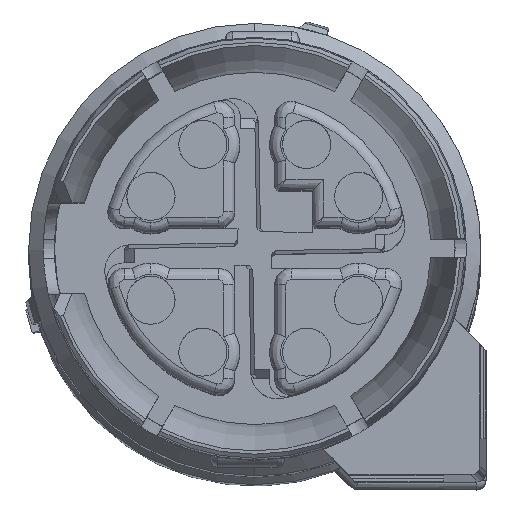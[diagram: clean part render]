
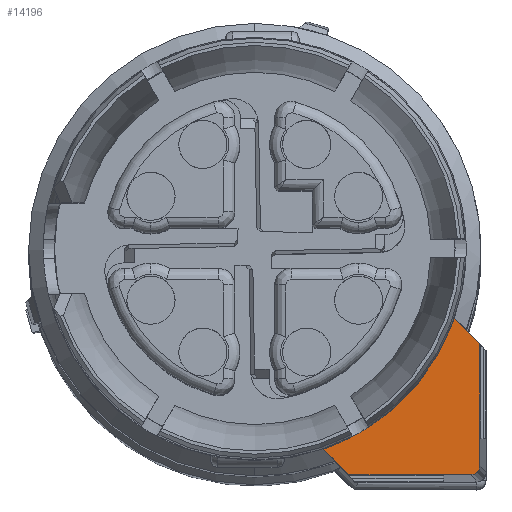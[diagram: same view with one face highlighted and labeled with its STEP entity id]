
A CAD part, top view. The second image highlights one B-rep face of the part: STEP entity #14196.
In plain terms, the highlighted planar face has unit normal (0, 0, 1).
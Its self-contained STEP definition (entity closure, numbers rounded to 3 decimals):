
#13047=AXIS2_PLACEMENT_3D('Circle Axis2P3D',#13045,#13046,$) ;
#13095=AXIS2_PLACEMENT_3D('Circle Axis2P3D',#13093,#13094,$) ;
#13742=AXIS2_PLACEMENT_3D('Circle Axis2P3D',#13740,#13741,$) ;
#14184=AXIS2_PLACEMENT_3D('Plane Axis2P3D',#14181,#14182,#14183) ;
#13035=CARTESIAN_POINT('Vertex',(6.17,11.836,183.853)) ;
#13042=CARTESIAN_POINT('Vertex',(6.17,0.636,183.853)) ;
#13045=CARTESIAN_POINT('Axis2P3D Location',(6.17,6.236,183.853)) ;
#13093=CARTESIAN_POINT('Axis2P3D Location',(6.17,6.236,183.853)) ;
#13097=CARTESIAN_POINT('Vertex',(11.481,4.46,183.853)) ;
#13122=CARTESIAN_POINT('Vertex',(12.243,3.699,183.853)) ;
#13132=CARTESIAN_POINT('Line Origine',(11.862,4.08,183.853)) ;
#13717=CARTESIAN_POINT('Vertex',(7.946,0.925,183.853)) ;
#13724=CARTESIAN_POINT('Vertex',(8.707,0.164,183.853)) ;
#13727=CARTESIAN_POINT('Line Origine',(8.327,0.544,183.853)) ;
#13740=CARTESIAN_POINT('Axis2P3D Location',(6.17,6.236,183.853)) ;
#13897=CARTESIAN_POINT('Line Origine',(12.243,2.056,183.853)) ;
#13901=CARTESIAN_POINT('Vertex',(12.243,0.414,183.853)) ;
#14068=CARTESIAN_POINT('Vertex',(11.993,0.164,183.853)) ;
#14071=CARTESIAN_POINT('Line Origine',(10.35,0.164,183.853)) ;
#14133=CARTESIAN_POINT('Control Point',(11.993,0.164,183.853)) ;
#14134=CARTESIAN_POINT('Control Point',(12.091,0.164,183.853)) ;
#14135=CARTESIAN_POINT('Control Point',(12.19,0.216,183.853)) ;
#14136=CARTESIAN_POINT('Control Point',(12.243,0.315,183.853)) ;
#14137=CARTESIAN_POINT('Control Point',(12.243,0.414,183.853)) ;
#14181=CARTESIAN_POINT('Axis2P3D Location',(6.17,0.136,183.853)) ;
#13046=DIRECTION('Axis2P3D Direction',(0.,0.,-1.)) ;
#13094=DIRECTION('Axis2P3D Direction',(0.,0.,-1.)) ;
#13133=DIRECTION('Vector Direction',(0.707,-0.707,0.)) ;
#13728=DIRECTION('Vector Direction',(-0.707,0.707,0.)) ;
#13741=DIRECTION('Axis2P3D Direction',(0.,0.,-1.)) ;
#13898=DIRECTION('Vector Direction',(0.,-1.,0.)) ;
#14072=DIRECTION('Vector Direction',(-1.,0.,0.)) ;
#14182=DIRECTION('Axis2P3D Direction',(0.,0.,1.)) ;
#14183=DIRECTION('Axis2P3D XDirection',(0.,-1.,0.)) ;
#13134=VECTOR('Line Direction',#13133,1.) ;
#13729=VECTOR('Line Direction',#13728,1.) ;
#13899=VECTOR('Line Direction',#13898,1.) ;
#14073=VECTOR('Line Direction',#14072,1.) ;
#14187=ORIENTED_EDGE('',*,*,#13099,.T.) ;
#14188=ORIENTED_EDGE('',*,*,#13049,.T.) ;
#14189=ORIENTED_EDGE('',*,*,#13744,.T.) ;
#14190=ORIENTED_EDGE('',*,*,#13731,.F.) ;
#14191=ORIENTED_EDGE('',*,*,#14075,.F.) ;
#14192=ORIENTED_EDGE('',*,*,#14138,.T.) ;
#14193=ORIENTED_EDGE('',*,*,#13903,.F.) ;
#14194=ORIENTED_EDGE('',*,*,#13136,.F.) ;
#14196=ADVANCED_FACE('2003850050.1\\Hauptkoerper',(#14195),#14185,.T.) ;
#14132=B_SPLINE_CURVE_WITH_KNOTS('',4,(#14133,#14134,#14135,#14136,#14137),.UNSPECIFIED.,.F.,.U.,(5,5),(0.,0.68),.UNSPECIFIED.) ;
#13048=CIRCLE('generated circle',#13047,5.6) ;
#13096=CIRCLE('generated circle',#13095,5.6) ;
#13743=CIRCLE('generated circle',#13742,5.6) ;
#13049=EDGE_CURVE('',#13036,#13043,#13048,.F.) ;
#13099=EDGE_CURVE('',#13098,#13036,#13096,.F.) ;
#13136=EDGE_CURVE('',#13098,#13123,#13135,.T.) ;
#13731=EDGE_CURVE('',#13725,#13718,#13730,.T.) ;
#13744=EDGE_CURVE('',#13043,#13718,#13743,.F.) ;
#13903=EDGE_CURVE('',#13123,#13902,#13900,.T.) ;
#14075=EDGE_CURVE('',#14069,#13725,#14074,.T.) ;
#14138=EDGE_CURVE('',#14069,#13902,#14132,.T.) ;
#14186=EDGE_LOOP('',(#14187,#14188,#14189,#14190,#14191,#14192,#14193,#14194)) ;
#14195=FACE_OUTER_BOUND('',#14186,.T.) ;
#13135=LINE('Line',#13132,#13134) ;
#13730=LINE('Line',#13727,#13729) ;
#13900=LINE('Line',#13897,#13899) ;
#14074=LINE('Line',#14071,#14073) ;
#14185=PLANE('',#14184) ;
#13036=VERTEX_POINT('',#13035) ;
#13043=VERTEX_POINT('',#13042) ;
#13098=VERTEX_POINT('',#13097) ;
#13123=VERTEX_POINT('',#13122) ;
#13718=VERTEX_POINT('',#13717) ;
#13725=VERTEX_POINT('',#13724) ;
#13902=VERTEX_POINT('',#13901) ;
#14069=VERTEX_POINT('',#14068) ;
